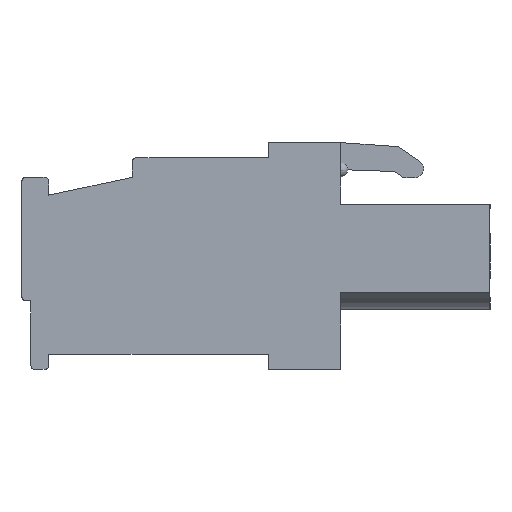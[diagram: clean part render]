
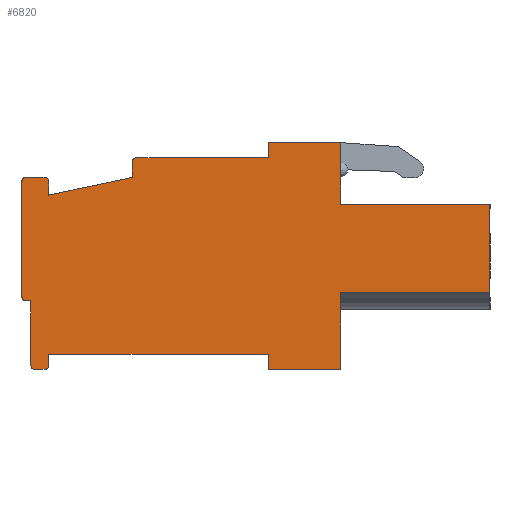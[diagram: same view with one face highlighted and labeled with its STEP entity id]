
A CAD part, left-side view. The second image highlights one B-rep face of the part: STEP entity #6820.
In plain terms, the highlighted planar face has unit normal (-1, 0, 0).
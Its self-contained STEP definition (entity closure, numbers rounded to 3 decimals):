
#1317=CARTESIAN_POINT('',(0.,-4.57,5.45));
#1318=VERTEX_POINT('',#1317);
#1325=CARTESIAN_POINT('',(0.,-4.57,6.3));
#1326=VERTEX_POINT('',#1325);
#1327=CARTESIAN_POINT('',(0.,-4.57,6.3));
#1328=DIRECTION('',(0.,0.,-1.));
#1329=VECTOR('',#1328,0.85);
#1330=LINE('',#1327,#1329);
#1331=EDGE_CURVE('',#1326,#1318,#1330,.T.);
#1348=CARTESIAN_POINT('',(0.,2.8,5.45));
#1349=VERTEX_POINT('',#1348);
#1356=CARTESIAN_POINT('',(0.,-4.57,5.45));
#1357=DIRECTION('',(0.,1.,0.));
#1358=VECTOR('',#1357,7.37);
#1359=LINE('',#1356,#1358);
#1360=EDGE_CURVE('',#1318,#1349,#1359,.T.);
#1731=CARTESIAN_POINT('',(0.,3.,5.25));
#1732=VERTEX_POINT('',#1731);
#1739=CARTESIAN_POINT('',(0.,2.8,5.25));
#1740=DIRECTION('',(0.,0.,1.));
#1741=DIRECTION('',(-1.,0.,-0.));
#1742=AXIS2_PLACEMENT_3D('',#1739,#1741,#1740);
#1743=CIRCLE('',#1742,0.2);
#1744=EDGE_CURVE('',#1349,#1732,#1743,.T.);
#1756=CARTESIAN_POINT('',(0.,3.,4.37));
#1757=VERTEX_POINT('',#1756);
#1764=CARTESIAN_POINT('',(0.,3.,5.25));
#1765=DIRECTION('',(0.,0.,-1.));
#1766=VECTOR('',#1765,0.88);
#1767=LINE('',#1764,#1766);
#1768=EDGE_CURVE('',#1732,#1757,#1767,.T.);
#1780=CARTESIAN_POINT('',(0.,7.65,3.38));
#1781=VERTEX_POINT('',#1780);
#1788=CARTESIAN_POINT('',(0.,3.,4.37));
#1789=DIRECTION('',(0.,0.978,-0.208));
#1790=VECTOR('',#1789,4.754);
#1791=LINE('',#1788,#1790);
#1792=EDGE_CURVE('',#1757,#1781,#1791,.T.);
#1804=CARTESIAN_POINT('',(0.,7.65,4.17));
#1805=VERTEX_POINT('',#1804);
#1812=CARTESIAN_POINT('',(0.,7.65,3.38));
#1813=DIRECTION('',(0.,0.,1.));
#1814=VECTOR('',#1813,0.79);
#1815=LINE('',#1812,#1814);
#1816=EDGE_CURVE('',#1781,#1805,#1815,.T.);
#1828=CARTESIAN_POINT('',(0.,7.85,4.37));
#1829=VERTEX_POINT('',#1828);
#1836=CARTESIAN_POINT('',(0.,7.85,4.17));
#1837=DIRECTION('',(0.,-1.,0.));
#1838=DIRECTION('',(-1.,0.,0.));
#1839=AXIS2_PLACEMENT_3D('',#1836,#1838,#1837);
#1840=CIRCLE('',#1839,0.2);
#1841=EDGE_CURVE('',#1805,#1829,#1840,.T.);
#1853=CARTESIAN_POINT('',(0.,8.93,4.37));
#1854=VERTEX_POINT('',#1853);
#1861=CARTESIAN_POINT('',(0.,7.85,4.37));
#1862=DIRECTION('',(0.,1.,0.));
#1863=VECTOR('',#1862,1.08);
#1864=LINE('',#1861,#1863);
#1865=EDGE_CURVE('',#1829,#1854,#1864,.T.);
#1877=CARTESIAN_POINT('',(0.,9.13,4.17));
#1878=VERTEX_POINT('',#1877);
#1885=CARTESIAN_POINT('',(0.,8.93,4.17));
#1886=DIRECTION('',(0.,0.,1.));
#1887=DIRECTION('',(-1.,0.,-0.));
#1888=AXIS2_PLACEMENT_3D('',#1885,#1887,#1886);
#1889=CIRCLE('',#1888,0.2);
#1890=EDGE_CURVE('',#1854,#1878,#1889,.T.);
#1902=CARTESIAN_POINT('',(0.,9.13,-2.29));
#1903=VERTEX_POINT('',#1902);
#1910=CARTESIAN_POINT('',(0.,9.13,4.17));
#1911=DIRECTION('',(0.,0.,-1.));
#1912=VECTOR('',#1911,6.46);
#1913=LINE('',#1910,#1912);
#1914=EDGE_CURVE('',#1878,#1903,#1913,.T.);
#2842=CARTESIAN_POINT('',(0.,8.93,-2.49));
#2843=VERTEX_POINT('',#2842);
#2850=CARTESIAN_POINT('',(0.,8.93,-2.29));
#2851=DIRECTION('',(0.,1.,0.));
#2852=DIRECTION('',(-1.,-0.,0.));
#2853=AXIS2_PLACEMENT_3D('',#2850,#2852,#2851);
#2854=CIRCLE('',#2853,0.2);
#2855=EDGE_CURVE('',#1903,#2843,#2854,.T.);
#2867=CARTESIAN_POINT('',(0.,8.63,-2.49));
#2868=VERTEX_POINT('',#2867);
#2875=CARTESIAN_POINT('',(0.,8.93,-2.49));
#2876=DIRECTION('',(0.,-1.,0.));
#2877=VECTOR('',#2876,0.3);
#2878=LINE('',#2875,#2877);
#2879=EDGE_CURVE('',#2843,#2868,#2878,.T.);
#2891=CARTESIAN_POINT('',(0.,8.63,-6.1));
#2892=VERTEX_POINT('',#2891);
#2899=CARTESIAN_POINT('',(0.,8.63,-2.49));
#2900=DIRECTION('',(0.,0.,-1.));
#2901=VECTOR('',#2900,3.61);
#2902=LINE('',#2899,#2901);
#2903=EDGE_CURVE('',#2868,#2892,#2902,.T.);
#2915=CARTESIAN_POINT('',(0.,8.43,-6.3));
#2916=VERTEX_POINT('',#2915);
#2923=CARTESIAN_POINT('',(0.,8.43,-6.1));
#2924=DIRECTION('',(0.,1.,0.));
#2925=DIRECTION('',(-1.,-0.,0.));
#2926=AXIS2_PLACEMENT_3D('',#2923,#2925,#2924);
#2927=CIRCLE('',#2926,0.2);
#2928=EDGE_CURVE('',#2892,#2916,#2927,.T.);
#2940=CARTESIAN_POINT('',(0.,7.848,-6.3));
#2941=VERTEX_POINT('',#2940);
#2948=CARTESIAN_POINT('',(0.,8.43,-6.3));
#2949=DIRECTION('',(0.,-1.,0.));
#2950=VECTOR('',#2949,0.582);
#2951=LINE('',#2948,#2950);
#2952=EDGE_CURVE('',#2916,#2941,#2951,.T.);
#2964=CARTESIAN_POINT('',(0.,7.65,-6.102));
#2965=VERTEX_POINT('',#2964);
#2972=CARTESIAN_POINT('',(0.,7.848,-6.102));
#2973=DIRECTION('',(0.,0.,-1.));
#2974=DIRECTION('',(-1.,0.,0.));
#2975=AXIS2_PLACEMENT_3D('',#2972,#2974,#2973);
#2976=CIRCLE('',#2975,0.198);
#2977=EDGE_CURVE('',#2941,#2965,#2976,.T.);
#2989=CARTESIAN_POINT('',(0.,7.65,-5.45));
#2990=VERTEX_POINT('',#2989);
#2997=CARTESIAN_POINT('',(0.,7.65,-6.102));
#2998=DIRECTION('',(0.,0.,1.));
#2999=VECTOR('',#2998,0.652);
#3000=LINE('',#2997,#2999);
#3001=EDGE_CURVE('',#2965,#2990,#3000,.T.);
#3013=CARTESIAN_POINT('',(0.,-4.57,-5.45));
#3014=VERTEX_POINT('',#3013);
#3021=CARTESIAN_POINT('',(0.,7.65,-5.45));
#3022=DIRECTION('',(0.,-1.,0.));
#3023=VECTOR('',#3022,12.22);
#3024=LINE('',#3021,#3023);
#3025=EDGE_CURVE('',#2990,#3014,#3024,.T.);
#3037=CARTESIAN_POINT('',(0.,-4.57,-6.3));
#3038=VERTEX_POINT('',#3037);
#3045=CARTESIAN_POINT('',(0.,-4.57,-5.45));
#3046=DIRECTION('',(0.,0.,-1.));
#3047=VECTOR('',#3046,0.85);
#3048=LINE('',#3045,#3047);
#3049=EDGE_CURVE('',#3014,#3038,#3048,.T.);
#5059=CARTESIAN_POINT('',(0.,-8.57,6.3));
#5060=VERTEX_POINT('',#5059);
#5067=CARTESIAN_POINT('',(0.,-8.57,2.88));
#5068=VERTEX_POINT('',#5067);
#5069=CARTESIAN_POINT('',(0.,-8.57,2.88));
#5070=DIRECTION('',(0.,0.,1.));
#5071=VECTOR('',#5070,3.42);
#5072=LINE('',#5069,#5071);
#5073=EDGE_CURVE('',#5068,#5060,#5072,.T.);
#5663=CARTESIAN_POINT('',(0.,-16.87,2.88));
#5664=VERTEX_POINT('',#5663);
#5671=CARTESIAN_POINT('',(0.,-16.87,-2.04));
#5672=VERTEX_POINT('',#5671);
#5673=CARTESIAN_POINT('',(0.,-16.87,-2.04));
#5674=DIRECTION('',(0.,0.,1.));
#5675=VECTOR('',#5674,4.92);
#5676=LINE('',#5673,#5675);
#5677=EDGE_CURVE('',#5672,#5664,#5676,.T.);
#6018=CARTESIAN_POINT('',(0.,-8.57,6.3));
#6019=DIRECTION('',(0.,1.,0.));
#6020=VECTOR('',#6019,4.);
#6021=LINE('',#6018,#6020);
#6022=EDGE_CURVE('',#5060,#1326,#6021,.T.);
#6763=CARTESIAN_POINT('',(0.,0.,0.));
#6764=DIRECTION('',(0.,0.,-1.));
#6765=DIRECTION('',(-1.,-0.,-0.));
#6766=AXIS2_PLACEMENT_3D('',#6763,#6765,#6764);
#6767=PLANE('',#6766);
#6768=ORIENTED_EDGE('',*,*,#5677,.T.);
#6769=CARTESIAN_POINT('',(0.,-16.87,2.88));
#6770=DIRECTION('',(0.,1.,0.));
#6771=VECTOR('',#6770,8.3);
#6772=LINE('',#6769,#6771);
#6773=EDGE_CURVE('',#5664,#5068,#6772,.T.);
#6774=ORIENTED_EDGE('',*,*,#6773,.T.);
#6775=ORIENTED_EDGE('',*,*,#5073,.T.);
#6776=ORIENTED_EDGE('',*,*,#6022,.T.);
#6777=ORIENTED_EDGE('',*,*,#1331,.T.);
#6778=ORIENTED_EDGE('',*,*,#1360,.T.);
#6779=ORIENTED_EDGE('',*,*,#1744,.T.);
#6780=ORIENTED_EDGE('',*,*,#1768,.T.);
#6781=ORIENTED_EDGE('',*,*,#1792,.T.);
#6782=ORIENTED_EDGE('',*,*,#1816,.T.);
#6783=ORIENTED_EDGE('',*,*,#1841,.T.);
#6784=ORIENTED_EDGE('',*,*,#1865,.T.);
#6785=ORIENTED_EDGE('',*,*,#1890,.T.);
#6786=ORIENTED_EDGE('',*,*,#1914,.T.);
#6787=ORIENTED_EDGE('',*,*,#2855,.T.);
#6788=ORIENTED_EDGE('',*,*,#2879,.T.);
#6789=ORIENTED_EDGE('',*,*,#2903,.T.);
#6790=ORIENTED_EDGE('',*,*,#2928,.T.);
#6791=ORIENTED_EDGE('',*,*,#2952,.T.);
#6792=ORIENTED_EDGE('',*,*,#2977,.T.);
#6793=ORIENTED_EDGE('',*,*,#3001,.T.);
#6794=ORIENTED_EDGE('',*,*,#3025,.T.);
#6795=ORIENTED_EDGE('',*,*,#3049,.T.);
#6796=CARTESIAN_POINT('',(0.,-8.57,-6.3));
#6797=VERTEX_POINT('',#6796);
#6798=CARTESIAN_POINT('',(0.,-4.57,-6.3));
#6799=DIRECTION('',(0.,-1.,0.));
#6800=VECTOR('',#6799,4.);
#6801=LINE('',#6798,#6800);
#6802=EDGE_CURVE('',#3038,#6797,#6801,.T.);
#6803=ORIENTED_EDGE('',*,*,#6802,.T.);
#6804=CARTESIAN_POINT('',(0.,-8.57,-2.04));
#6805=VERTEX_POINT('',#6804);
#6806=CARTESIAN_POINT('',(0.,-8.57,-6.3));
#6807=DIRECTION('',(0.,0.,1.));
#6808=VECTOR('',#6807,4.26);
#6809=LINE('',#6806,#6808);
#6810=EDGE_CURVE('',#6797,#6805,#6809,.T.);
#6811=ORIENTED_EDGE('',*,*,#6810,.T.);
#6812=CARTESIAN_POINT('',(0.,-8.57,-2.04));
#6813=DIRECTION('',(0.,-1.,0.));
#6814=VECTOR('',#6813,8.3);
#6815=LINE('',#6812,#6814);
#6816=EDGE_CURVE('',#6805,#5672,#6815,.T.);
#6817=ORIENTED_EDGE('',*,*,#6816,.T.);
#6818=EDGE_LOOP('',(#6768,#6774,#6775,#6776,#6777,#6778,#6779,#6780,#6781,#6782,#6783,#6784,#6785,#6786,#6787,#6788,#6789,#6790,#6791,#6792,#6793,#6794,#6795,#6803,#6811,#6817));
#6819=FACE_OUTER_BOUND('',#6818,.T.);
#6820=ADVANCED_FACE('',(#6819),#6767,.T.);
